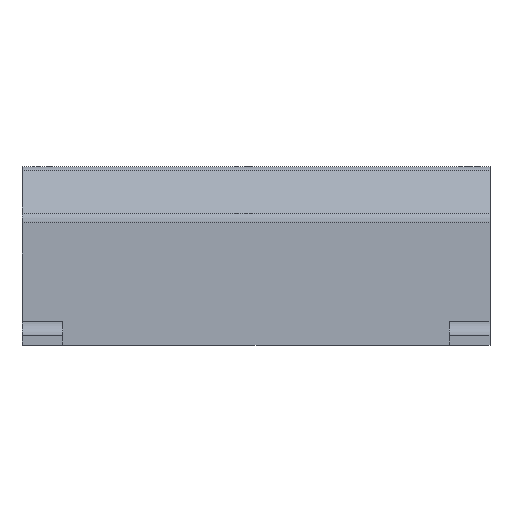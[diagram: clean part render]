
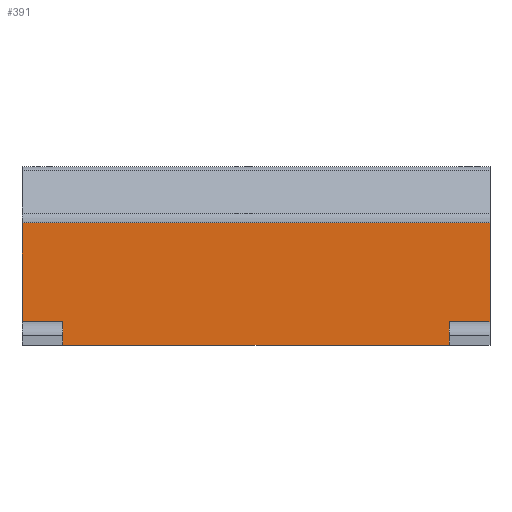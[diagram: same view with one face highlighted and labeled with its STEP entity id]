
A CAD part, top view. The second image highlights one B-rep face of the part: STEP entity #391.
In plain terms, the highlighted planar face has unit normal (0, 0, 1).
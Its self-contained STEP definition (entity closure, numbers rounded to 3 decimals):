
#2 = LINE ( 'NONE', #300, #802 ) ;
#4 = EDGE_LOOP ( 'NONE', ( #334, #469, #195, #665, #409, #226, #387, #328 ) ) ;
#19 = EDGE_CURVE ( 'NONE', #471, #123, #613, .T. ) ;
#21 = VECTOR ( 'NONE', #447, 1000. ) ;
#37 = LINE ( 'NONE', #185, #542 ) ;
#41 = EDGE_CURVE ( 'NONE', #678, #459, #37, .T. ) ;
#71 = CARTESIAN_POINT ( 'NONE',  ( -27.7, 0., -7.8 ) ) ;
#111 = EDGE_CURVE ( 'NONE', #114, #874, #794, .T. ) ;
#114 = VERTEX_POINT ( 'NONE', #358 ) ;
#123 = VERTEX_POINT ( 'NONE', #228 ) ;
#124 = CARTESIAN_POINT ( 'NONE',  ( -27.7, 3.4, -7.8 ) ) ;
#151 = DIRECTION ( 'NONE',  ( 1., 0., 0. ) ) ;
#169 = VECTOR ( 'NONE', #568, 1000. ) ;
#179 = CARTESIAN_POINT ( 'NONE',  ( 33.5, 3.4, -7.8 ) ) ;
#185 = CARTESIAN_POINT ( 'NONE',  ( -27.7, 25.602, -7.8 ) ) ;
#189 = DIRECTION ( 'NONE',  ( 0., -1., 0. ) ) ;
#195 = ORIENTED_EDGE ( 'NONE', *, *, #937, .F. ) ;
#206 = DIRECTION ( 'NONE',  ( -1., 0., 0. ) ) ;
#226 = ORIENTED_EDGE ( 'NONE', *, *, #891, .T. ) ;
#228 = CARTESIAN_POINT ( 'NONE',  ( -33.5, 17.558, -7.8 ) ) ;
#242 = VECTOR ( 'NONE', #151, 1000. ) ;
#250 = CARTESIAN_POINT ( 'NONE',  ( 27.7, 0., -7.8 ) ) ;
#254 = CARTESIAN_POINT ( 'NONE',  ( -27.7, 3.4, -7.8 ) ) ;
#255 = DIRECTION ( 'NONE',  ( -1., 0., 0. ) ) ;
#300 = CARTESIAN_POINT ( 'NONE',  ( 27.7, 0., -7.8 ) ) ;
#306 = LINE ( 'NONE', #663, #21 ) ;
#328 = ORIENTED_EDGE ( 'NONE', *, *, #521, .F. ) ;
#334 = ORIENTED_EDGE ( 'NONE', *, *, #428, .F. ) ;
#340 = LINE ( 'NONE', #254, #443 ) ;
#345 = CARTESIAN_POINT ( 'NONE',  ( -33.5, 3.4, -7.8 ) ) ;
#358 = CARTESIAN_POINT ( 'NONE',  ( 27.7, 3.4, -7.8 ) ) ;
#361 = DIRECTION ( 'NONE',  ( 0., 0., -1. ) ) ;
#387 = ORIENTED_EDGE ( 'NONE', *, *, #41, .T. ) ;
#391 = ADVANCED_FACE ( 'NONE', ( #864 ), #430, .F. ) ;
#409 = ORIENTED_EDGE ( 'NONE', *, *, #728, .T. ) ;
#428 = EDGE_CURVE ( 'NONE', #114, #862, #306, .T. ) ;
#430 = PLANE ( 'NONE',  #486 ) ;
#443 = VECTOR ( 'NONE', #761, 1000. ) ;
#447 = DIRECTION ( 'NONE',  ( 0., -1., 0. ) ) ;
#459 = VERTEX_POINT ( 'NONE', #71 ) ;
#469 = ORIENTED_EDGE ( 'NONE', *, *, #111, .T. ) ;
#471 = VERTEX_POINT ( 'NONE', #587 ) ;
#486 = AXIS2_PLACEMENT_3D ( 'NONE', #491, #361, #206 ) ;
#491 = CARTESIAN_POINT ( 'NONE',  ( 33.5, 1.4, -7.8 ) ) ;
#521 = EDGE_CURVE ( 'NONE', #862, #459, #2, .T. ) ;
#542 = VECTOR ( 'NONE', #769, 1000. ) ;
#548 = CARTESIAN_POINT ( 'NONE',  ( 33.5, 1.4, -7.8 ) ) ;
#568 = DIRECTION ( 'NONE',  ( 0., -1., 0. ) ) ;
#575 = CARTESIAN_POINT ( 'NONE',  ( 33.5, 3.4, -7.8 ) ) ;
#584 = DIRECTION ( 'NONE',  ( -1., 0., 0. ) ) ;
#587 = CARTESIAN_POINT ( 'NONE',  ( 33.5, 17.558, -7.8 ) ) ;
#613 = LINE ( 'NONE', #629, #719 ) ;
#629 = CARTESIAN_POINT ( 'NONE',  ( 33.5, 17.558, -7.8 ) ) ;
#663 = CARTESIAN_POINT ( 'NONE',  ( 27.7, 25.602, -7.8 ) ) ;
#665 = ORIENTED_EDGE ( 'NONE', *, *, #19, .T. ) ;
#678 = VERTEX_POINT ( 'NONE', #124 ) ;
#697 = LINE ( 'NONE', #548, #916 ) ;
#706 = LINE ( 'NONE', #712, #169 ) ;
#712 = CARTESIAN_POINT ( 'NONE',  ( -33.5, 1.4, -7.8 ) ) ;
#719 = VECTOR ( 'NONE', #255, 1000. ) ;
#728 = EDGE_CURVE ( 'NONE', #123, #855, #706, .T. ) ;
#761 = DIRECTION ( 'NONE',  ( 1., 0., 0. ) ) ;
#769 = DIRECTION ( 'NONE',  ( 0., -1., 0. ) ) ;
#794 = LINE ( 'NONE', #575, #242 ) ;
#802 = VECTOR ( 'NONE', #584, 1000. ) ;
#855 = VERTEX_POINT ( 'NONE', #345 ) ;
#862 = VERTEX_POINT ( 'NONE', #250 ) ;
#864 = FACE_OUTER_BOUND ( 'NONE', #4, .T. ) ;
#874 = VERTEX_POINT ( 'NONE', #179 ) ;
#891 = EDGE_CURVE ( 'NONE', #855, #678, #340, .T. ) ;
#916 = VECTOR ( 'NONE', #189, 1000. ) ;
#937 = EDGE_CURVE ( 'NONE', #471, #874, #697, .T. ) ;
